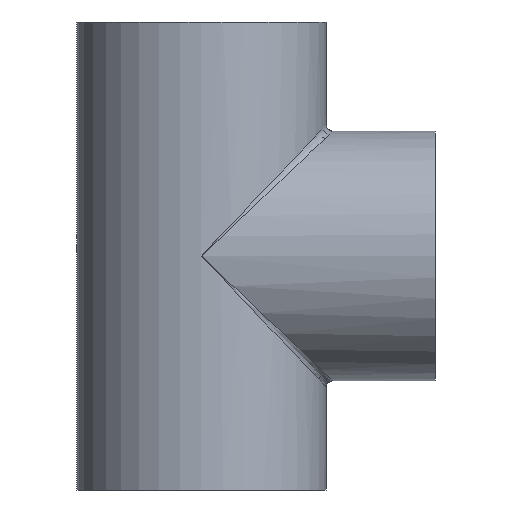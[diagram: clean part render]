
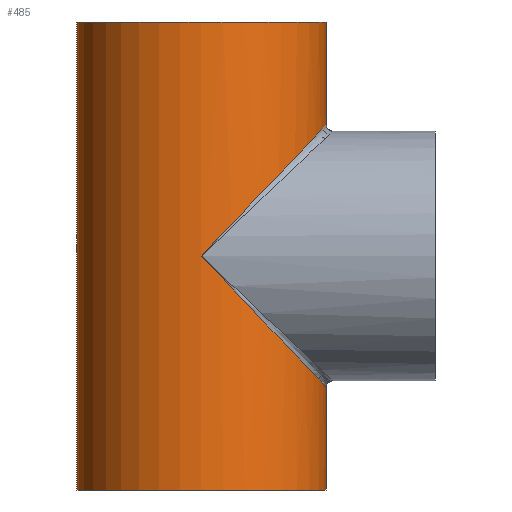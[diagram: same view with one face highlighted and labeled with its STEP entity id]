
A CAD part, front view. The second image highlights one B-rep face of the part: STEP entity #485.
In plain terms, the highlighted cylindrical face has radius 76.2 mm (diameter 152.4 mm), a partial arc.
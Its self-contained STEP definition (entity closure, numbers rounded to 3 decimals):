
#1 = EDGE_CURVE ( 'NONE', #573, #665, #607, .T. ) ;
#58 = CARTESIAN_POINT ( 'NONE',  ( 44.637, -76.2, 46.98 ) ) ;
#64 = CARTESIAN_POINT ( 'NONE',  ( 44.637, -76.2, -46.98 ) ) ;
#71 = AXIS2_PLACEMENT_3D ( 'NONE', #464, #722, #113 ) ;
#87 = ORIENTED_EDGE ( 'NONE', *, *, #1, .T. ) ;
#107 = VECTOR ( 'NONE', #618, 1000. ) ;
#113 = DIRECTION ( 'NONE',  ( -1., 0., 0. ) ) ;
#146 = CARTESIAN_POINT ( 'NONE',  ( 0., -76.2, 0. ) ) ;
#156 = AXIS2_PLACEMENT_3D ( 'NONE', #550, #456, #546 ) ;
#167 = EDGE_LOOP ( 'NONE', ( #519, #739, #953, #87, #345, #309, #538 ) ) ;
#213 = CARTESIAN_POINT ( 'NONE',  ( 76.2, 0., -80.2 ) ) ;
#230 = CARTESIAN_POINT ( 'NONE',  ( 76.2, 0., 142.9 ) ) ;
#242 = CIRCLE ( 'NONE', #156, 76.2 ) ;
#243 = VERTEX_POINT ( 'NONE', #362 ) ;
#309 = ORIENTED_EDGE ( 'NONE', *, *, #351, .T. ) ;
#336 = EDGE_CURVE ( 'NONE', #243, #397, #518, .T. ) ;
#345 = ORIENTED_EDGE ( 'NONE', *, *, #677, .F. ) ;
#351 = EDGE_CURVE ( 'NONE', #900, #243, #804, .T. ) ;
#352 = LINE ( 'NONE', #398, #733 ) ;
#358 = CARTESIAN_POINT ( 'NONE',  ( 76.2, -44.637, -80.2 ) ) ;
#362 = CARTESIAN_POINT ( 'NONE',  ( 0., -76.2, 0. ) ) ;
#391 = DIRECTION ( 'NONE',  ( 0., 0., -1. ) ) ;
#397 = VERTEX_POINT ( 'NONE', #908 ) ;
#398 = CARTESIAN_POINT ( 'NONE',  ( -76.2, 0., 142.9 ) ) ;
#410 = VERTEX_POINT ( 'NONE', #609 ) ;
#443 = CARTESIAN_POINT ( 'NONE',  ( 0., 0., -142.9 ) ) ;
#454 = FACE_OUTER_BOUND ( 'NONE', #167, .T. ) ;
#456 = DIRECTION ( 'NONE',  ( 0., 0., 1. ) ) ;
#464 = CARTESIAN_POINT ( 'NONE',  ( 0., 0., 142.9 ) ) ;
#485 = ADVANCED_FACE ( 'NONE', ( #454 ), #588, .T. ) ;
#493 = CARTESIAN_POINT ( 'NONE',  ( 76.2, 0., -80.2 ) ) ;
#496 = CARTESIAN_POINT ( 'NONE',  ( -76.2, 0., 142.9 ) ) ;
#509 = VECTOR ( 'NONE', #613, 1000. ) ;
#511 = CARTESIAN_POINT ( 'NONE',  ( 0., -76.2, 0. ) ) ;
#518 =( BOUNDED_CURVE ( )  B_SPLINE_CURVE ( 3, ( #146, #58, #903, #963 ),
 .UNSPECIFIED., .F., .F. ) 
 B_SPLINE_CURVE_WITH_KNOTS ( ( 4, 4 ),
 ( 1.571, 3.142 ),
 .UNSPECIFIED. ) 
 CURVE ( )  GEOMETRIC_REPRESENTATION_ITEM ( )  RATIONAL_B_SPLINE_CURVE ( ( 1., 0.805, 0.805, 1. ) ) 
 REPRESENTATION_ITEM ( '' )  );
#519 = ORIENTED_EDGE ( 'NONE', *, *, #709, .F. ) ;
#520 = VERTEX_POINT ( 'NONE', #496 ) ;
#538 = ORIENTED_EDGE ( 'NONE', *, *, #336, .T. ) ;
#546 = DIRECTION ( 'NONE',  ( 1., 0., 0. ) ) ;
#550 = CARTESIAN_POINT ( 'NONE',  ( 0., 0., 142.9 ) ) ;
#566 = CARTESIAN_POINT ( 'NONE',  ( -76.2, 0., -142.9 ) ) ;
#573 = VERTEX_POINT ( 'NONE', #566 ) ;
#588 = CYLINDRICAL_SURFACE ( 'NONE', #71, 76.2 ) ;
#607 = CIRCLE ( 'NONE', #645, 76.2 ) ;
#609 = CARTESIAN_POINT ( 'NONE',  ( 76.2, 0., 142.9 ) ) ;
#613 = DIRECTION ( 'NONE',  ( 0., 0., -1. ) ) ;
#618 = DIRECTION ( 'NONE',  ( 0., 0., -1. ) ) ;
#622 = EDGE_CURVE ( 'NONE', #520, #410, #242, .T. ) ;
#645 = AXIS2_PLACEMENT_3D ( 'NONE', #443, #979, #830 ) ;
#665 = VERTEX_POINT ( 'NONE', #694 ) ;
#677 = EDGE_CURVE ( 'NONE', #900, #665, #934, .T. ) ;
#682 = LINE ( 'NONE', #230, #107 ) ;
#694 = CARTESIAN_POINT ( 'NONE',  ( 76.2, 0., -142.9 ) ) ;
#709 = EDGE_CURVE ( 'NONE', #410, #397, #682, .T. ) ;
#722 = DIRECTION ( 'NONE',  ( 0., 0., -1. ) ) ;
#733 = VECTOR ( 'NONE', #391, 1000. ) ;
#739 = ORIENTED_EDGE ( 'NONE', *, *, #622, .F. ) ;
#754 = EDGE_CURVE ( 'NONE', #520, #573, #352, .T. ) ;
#804 =( BOUNDED_CURVE ( )  B_SPLINE_CURVE ( 3, ( #213, #358, #64, #511 ),
 .UNSPECIFIED., .F., .F. ) 
 B_SPLINE_CURVE_WITH_KNOTS ( ( 4, 4 ),
 ( 3.142, 4.712 ),
 .UNSPECIFIED. ) 
 CURVE ( )  GEOMETRIC_REPRESENTATION_ITEM ( )  RATIONAL_B_SPLINE_CURVE ( ( 1., 0.805, 0.805, 1. ) ) 
 REPRESENTATION_ITEM ( '' )  );
#830 = DIRECTION ( 'NONE',  ( 1., 0., 0. ) ) ;
#845 = CARTESIAN_POINT ( 'NONE',  ( 76.2, 0., 142.9 ) ) ;
#900 = VERTEX_POINT ( 'NONE', #493 ) ;
#903 = CARTESIAN_POINT ( 'NONE',  ( 76.2, -44.637, 80.2 ) ) ;
#908 = CARTESIAN_POINT ( 'NONE',  ( 76.2, 0., 80.2 ) ) ;
#934 = LINE ( 'NONE', #845, #509 ) ;
#953 = ORIENTED_EDGE ( 'NONE', *, *, #754, .T. ) ;
#963 = CARTESIAN_POINT ( 'NONE',  ( 76.2, 0., 80.2 ) ) ;
#979 = DIRECTION ( 'NONE',  ( 0., 0., 1. ) ) ;
